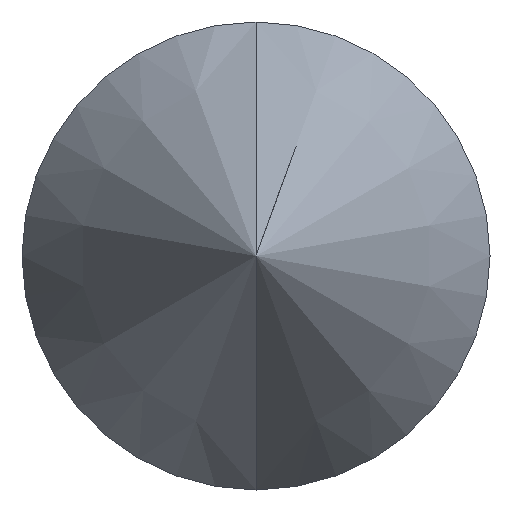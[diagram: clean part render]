
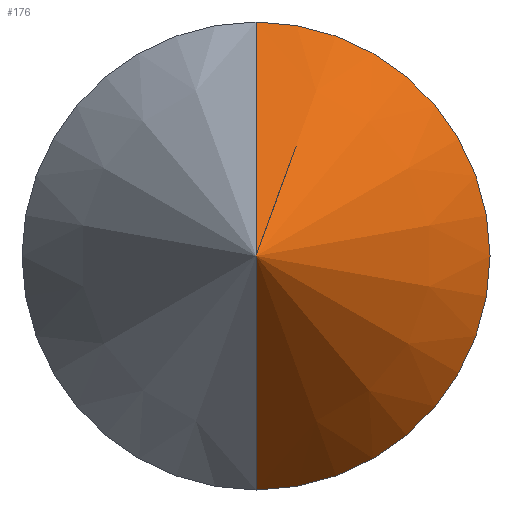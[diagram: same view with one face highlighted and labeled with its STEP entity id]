
A CAD part, front view. The second image highlights one B-rep face of the part: STEP entity #176.
In plain terms, the highlighted conical face has half-angle 30 degrees and reference radius 577.35 mm.
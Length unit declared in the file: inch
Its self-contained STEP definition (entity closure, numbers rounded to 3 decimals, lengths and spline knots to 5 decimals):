
#3 = CIRCLE ( 'NONE', #62, 0.375 ) ;
#8 = DIRECTION ( 'NONE',  ( 0., 1., 0. ) ) ;
#37 = DIRECTION ( 'NONE',  ( 0., -1., 0. ) ) ;
#39 = LINE ( 'NONE', #159, #167 ) ;
#54 = CONICAL_SURFACE ( 'NONE', #71, 22.73033, 0.524 ) ;
#62 = AXIS2_PLACEMENT_3D ( 'NONE', #139, #37, #63 ) ;
#63 = DIRECTION ( 'NONE',  ( 0., 0., -1. ) ) ;
#66 = DIRECTION ( 'NONE',  ( 0., 0.866, -0.5 ) ) ;
#71 = AXIS2_PLACEMENT_3D ( 'NONE', #156, #8, #174 ) ;
#77 = VECTOR ( 'NONE', #187, 39.37008 ) ;
#80 = FACE_OUTER_BOUND ( 'NONE', #246, .T. ) ;
#82 = CARTESIAN_POINT ( 'NONE',  ( 0., 0.64952, -0.375 ) ) ;
#86 = CARTESIAN_POINT ( 'NONE',  ( 0., 0., 0. ) ) ;
#87 = ORIENTED_EDGE ( 'NONE', *, *, #116, .F. ) ;
#116 = EDGE_CURVE ( 'NONE', #218, #183, #204, .T. ) ;
#139 = CARTESIAN_POINT ( 'NONE',  ( 0., 0.64952, 0. ) ) ;
#156 = CARTESIAN_POINT ( 'NONE',  ( 0., 39.37008, 0. ) ) ;
#159 = CARTESIAN_POINT ( 'NONE',  ( 0., 0., 0. ) ) ;
#162 = VERTEX_POINT ( 'NONE', #82 ) ;
#167 = VECTOR ( 'NONE', #66, 39.37008 ) ;
#169 = CARTESIAN_POINT ( 'NONE',  ( 0., 0., 0. ) ) ;
#174 = DIRECTION ( 'NONE',  ( 0., 0., 1. ) ) ;
#176 = ADVANCED_FACE ( 'NONE', ( #80 ), #54, .T. ) ;
#183 = VERTEX_POINT ( 'NONE', #256 ) ;
#187 = DIRECTION ( 'NONE',  ( 0., 0.866, 0.5 ) ) ;
#199 = EDGE_CURVE ( 'NONE', #162, #183, #3, .T. ) ;
#204 = LINE ( 'NONE', #169, #77 ) ;
#206 = EDGE_CURVE ( 'NONE', #218, #162, #39, .T. ) ;
#216 = ORIENTED_EDGE ( 'NONE', *, *, #199, .T. ) ;
#218 = VERTEX_POINT ( 'NONE', #86 ) ;
#222 = ORIENTED_EDGE ( 'NONE', *, *, #206, .T. ) ;
#246 = EDGE_LOOP ( 'NONE', ( #87, #222, #216 ) ) ;
#256 = CARTESIAN_POINT ( 'NONE',  ( 0., 0.64952, 0.375 ) ) ;
